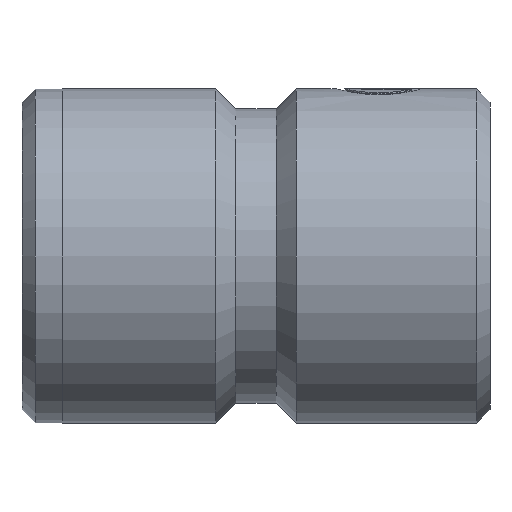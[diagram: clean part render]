
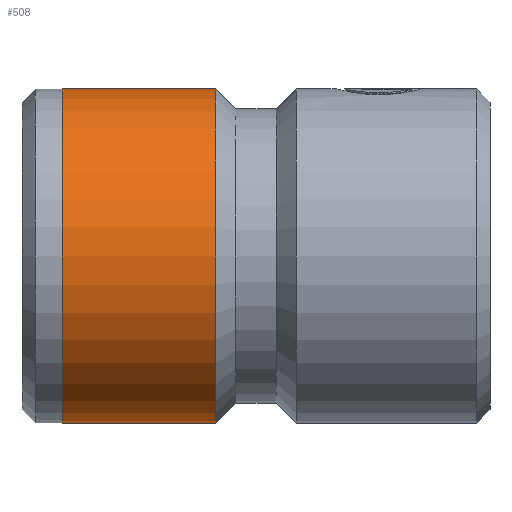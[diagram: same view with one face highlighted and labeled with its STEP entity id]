
A CAD part, left-side view. The second image highlights one B-rep face of the part: STEP entity #508.
In plain terms, the highlighted cylindrical face has radius 12.5 mm (diameter 25 mm), a partial arc.
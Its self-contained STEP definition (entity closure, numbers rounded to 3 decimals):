
#3 = FACE_OUTER_BOUND ( 'NONE', #1234, .T. ) ;
#48 = ORIENTED_EDGE ( 'NONE', *, *, #292, .T. ) ;
#99 = AXIS2_PLACEMENT_3D ( 'NONE', #1165, #397, #1300 ) ;
#137 = DIRECTION ( 'NONE',  ( 0., -1., 0. ) ) ;
#158 = CARTESIAN_POINT ( 'NONE',  ( 0., 20.5, -12.5 ) ) ;
#161 = VERTEX_POINT ( 'NONE', #999 ) ;
#212 = CIRCLE ( 'NONE', #99, 12.5 ) ;
#221 = ORIENTED_EDGE ( 'NONE', *, *, #259, .F. ) ;
#246 = VECTOR ( 'NONE', #1293, 1000. ) ;
#259 = EDGE_CURVE ( 'NONE', #161, #677, #1566, .T. ) ;
#263 = CARTESIAN_POINT ( 'NONE',  ( 0., 0., 12.5 ) ) ;
#272 = ORIENTED_EDGE ( 'NONE', *, *, #889, .F. ) ;
#292 = EDGE_CURVE ( 'NONE', #161, #416, #212, .T. ) ;
#326 = DIRECTION ( 'NONE',  ( 0., -1., 0. ) ) ;
#347 = DIRECTION ( 'NONE',  ( 0., -1., 0. ) ) ;
#388 = CARTESIAN_POINT ( 'NONE',  ( 0., 0., 0. ) ) ;
#397 = DIRECTION ( 'NONE',  ( 0., -1., 0. ) ) ;
#416 = VERTEX_POINT ( 'NONE', #1457 ) ;
#481 = CARTESIAN_POINT ( 'NONE',  ( 0., 0., -12.5 ) ) ;
#508 = ADVANCED_FACE ( 'NONE', ( #3 ), #977, .T. ) ;
#658 = ORIENTED_EDGE ( 'NONE', *, *, #768, .T. ) ;
#677 = VERTEX_POINT ( 'NONE', #1618 ) ;
#768 = EDGE_CURVE ( 'NONE', #416, #1516, #1495, .T. ) ;
#889 = EDGE_CURVE ( 'NONE', #677, #1516, #911, .T. ) ;
#911 = CIRCLE ( 'NONE', #1334, 12.5 ) ;
#977 = CYLINDRICAL_SURFACE ( 'NONE', #1202, 12.5 ) ;
#999 = CARTESIAN_POINT ( 'NONE',  ( 0., 32., 12.5 ) ) ;
#1088 = CARTESIAN_POINT ( 'NONE',  ( 0., 20.5, 0. ) ) ;
#1165 = CARTESIAN_POINT ( 'NONE',  ( 0., 32., 0. ) ) ;
#1202 = AXIS2_PLACEMENT_3D ( 'NONE', #388, #137, #1423 ) ;
#1229 = DIRECTION ( 'NONE',  ( 0., 0., -1. ) ) ;
#1234 = EDGE_LOOP ( 'NONE', ( #221, #48, #658, #272 ) ) ;
#1293 = DIRECTION ( 'NONE',  ( 0., -1., 0. ) ) ;
#1300 = DIRECTION ( 'NONE',  ( 0., 0., -1. ) ) ;
#1334 = AXIS2_PLACEMENT_3D ( 'NONE', #1088, #326, #1229 ) ;
#1423 = DIRECTION ( 'NONE',  ( 0., 0., -1. ) ) ;
#1425 = VECTOR ( 'NONE', #347, 1000. ) ;
#1457 = CARTESIAN_POINT ( 'NONE',  ( 0., 32., -12.5 ) ) ;
#1495 = LINE ( 'NONE', #481, #1425 ) ;
#1516 = VERTEX_POINT ( 'NONE', #158 ) ;
#1566 = LINE ( 'NONE', #263, #246 ) ;
#1618 = CARTESIAN_POINT ( 'NONE',  ( 0., 20.5, 12.5 ) ) ;
